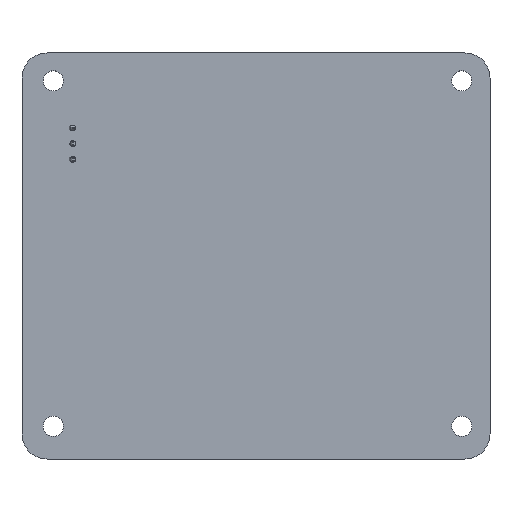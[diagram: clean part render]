
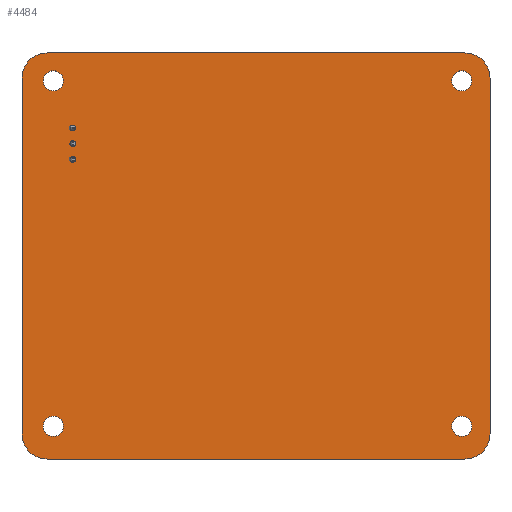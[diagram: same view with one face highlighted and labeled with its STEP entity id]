
A CAD part, top view. The second image highlights one B-rep face of the part: STEP entity #4484.
In plain terms, the highlighted planar face has unit normal (0, 0, 1).
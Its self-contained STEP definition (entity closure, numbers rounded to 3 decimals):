
#4258 = VERTEX_POINT('',#4259);
#4259 = CARTESIAN_POINT('',(121.5,-113.55,1.51));
#4265 = EDGE_CURVE('',#4258,#4266,#4268,.T.);
#4266 = VERTEX_POINT('',#4267);
#4267 = CARTESIAN_POINT('',(125.5,-117.55,1.51));
#4268 = CIRCLE('',#4269,4.);
#4269 = AXIS2_PLACEMENT_3D('',#4270,#4271,#4272);
#4270 = CARTESIAN_POINT('',(121.5,-117.55,1.51));
#4271 = DIRECTION('',(0.,0.,-1.));
#4272 = DIRECTION('',(0.,1.,0.));
#4300 = VERTEX_POINT('',#4301);
#4301 = CARTESIAN_POINT('',(55.,-113.55,1.51));
#4307 = EDGE_CURVE('',#4300,#4258,#4308,.T.);
#4308 = LINE('',#4309,#4310);
#4309 = CARTESIAN_POINT('',(55.,-113.55,1.51));
#4310 = VECTOR('',#4311,1.);
#4311 = DIRECTION('',(1.,0.,0.));
#4329 = EDGE_CURVE('',#4266,#4330,#4332,.T.);
#4330 = VERTEX_POINT('',#4331);
#4331 = CARTESIAN_POINT('',(125.5,-174.2,1.51));
#4332 = LINE('',#4333,#4334);
#4333 = CARTESIAN_POINT('',(125.5,-117.55,1.51));
#4334 = VECTOR('',#4335,1.);
#4335 = DIRECTION('',(0.,-1.,0.));
#4484 = ADVANCED_FACE('',(#4485,#4531,#4542,#4553,#4564,#4575,#4586,
    #4597),#4608,.T.);
#4485 = FACE_BOUND('',#4486,.T.);
#4486 = EDGE_LOOP('',(#4487,#4488,#4489,#4498,#4506,#4515,#4523,#4530));
#4487 = ORIENTED_EDGE('',*,*,#4265,.F.);
#4488 = ORIENTED_EDGE('',*,*,#4307,.F.);
#4489 = ORIENTED_EDGE('',*,*,#4490,.F.);
#4490 = EDGE_CURVE('',#4491,#4300,#4493,.T.);
#4491 = VERTEX_POINT('',#4492);
#4492 = CARTESIAN_POINT('',(51.,-117.55,1.51));
#4493 = CIRCLE('',#4494,4.);
#4494 = AXIS2_PLACEMENT_3D('',#4495,#4496,#4497);
#4495 = CARTESIAN_POINT('',(55.,-117.55,1.51));
#4496 = DIRECTION('',(0.,0.,-1.));
#4497 = DIRECTION('',(-1.,0.,0.));
#4498 = ORIENTED_EDGE('',*,*,#4499,.F.);
#4499 = EDGE_CURVE('',#4500,#4491,#4502,.T.);
#4500 = VERTEX_POINT('',#4501);
#4501 = CARTESIAN_POINT('',(51.,-174.2,1.51));
#4502 = LINE('',#4503,#4504);
#4503 = CARTESIAN_POINT('',(51.,-174.2,1.51));
#4504 = VECTOR('',#4505,1.);
#4505 = DIRECTION('',(0.,1.,0.));
#4506 = ORIENTED_EDGE('',*,*,#4507,.F.);
#4507 = EDGE_CURVE('',#4508,#4500,#4510,.T.);
#4508 = VERTEX_POINT('',#4509);
#4509 = CARTESIAN_POINT('',(55.,-178.2,1.51));
#4510 = CIRCLE('',#4511,4.);
#4511 = AXIS2_PLACEMENT_3D('',#4512,#4513,#4514);
#4512 = CARTESIAN_POINT('',(55.,-174.2,1.51));
#4513 = DIRECTION('',(0.,0.,-1.));
#4514 = DIRECTION('',(0.,-1.,-0.));
#4515 = ORIENTED_EDGE('',*,*,#4516,.F.);
#4516 = EDGE_CURVE('',#4517,#4508,#4519,.T.);
#4517 = VERTEX_POINT('',#4518);
#4518 = CARTESIAN_POINT('',(121.5,-178.2,1.51));
#4519 = LINE('',#4520,#4521);
#4520 = CARTESIAN_POINT('',(121.5,-178.2,1.51));
#4521 = VECTOR('',#4522,1.);
#4522 = DIRECTION('',(-1.,0.,0.));
#4523 = ORIENTED_EDGE('',*,*,#4524,.F.);
#4524 = EDGE_CURVE('',#4330,#4517,#4525,.T.);
#4525 = CIRCLE('',#4526,4.);
#4526 = AXIS2_PLACEMENT_3D('',#4527,#4528,#4529);
#4527 = CARTESIAN_POINT('',(121.5,-174.2,1.51));
#4528 = DIRECTION('',(0.,0.,-1.));
#4529 = DIRECTION('',(1.,0.,0.));
#4530 = ORIENTED_EDGE('',*,*,#4329,.F.);
#4531 = FACE_BOUND('',#4532,.T.);
#4532 = EDGE_LOOP('',(#4533));
#4533 = ORIENTED_EDGE('',*,*,#4534,.T.);
#4534 = EDGE_CURVE('',#4535,#4535,#4537,.T.);
#4535 = VERTEX_POINT('',#4536);
#4536 = CARTESIAN_POINT('',(56.,-174.6,1.51));
#4537 = CIRCLE('',#4538,1.6);
#4538 = AXIS2_PLACEMENT_3D('',#4539,#4540,#4541);
#4539 = CARTESIAN_POINT('',(56.,-173.,1.51));
#4540 = DIRECTION('',(-0.,0.,-1.));
#4541 = DIRECTION('',(-0.,-1.,0.));
#4542 = FACE_BOUND('',#4543,.T.);
#4543 = EDGE_LOOP('',(#4544));
#4544 = ORIENTED_EDGE('',*,*,#4545,.T.);
#4545 = EDGE_CURVE('',#4546,#4546,#4548,.T.);
#4546 = VERTEX_POINT('',#4547);
#4547 = CARTESIAN_POINT('',(121.,-174.6,1.51));
#4548 = CIRCLE('',#4549,1.6);
#4549 = AXIS2_PLACEMENT_3D('',#4550,#4551,#4552);
#4550 = CARTESIAN_POINT('',(121.,-173.,1.51));
#4551 = DIRECTION('',(-0.,0.,-1.));
#4552 = DIRECTION('',(-0.,-1.,0.));
#4553 = FACE_BOUND('',#4554,.T.);
#4554 = EDGE_LOOP('',(#4555));
#4555 = ORIENTED_EDGE('',*,*,#4556,.T.);
#4556 = EDGE_CURVE('',#4557,#4557,#4559,.T.);
#4557 = VERTEX_POINT('',#4558);
#4558 = CARTESIAN_POINT('',(59.1,-130.975,1.51));
#4559 = CIRCLE('',#4560,0.475);
#4560 = AXIS2_PLACEMENT_3D('',#4561,#4562,#4563);
#4561 = CARTESIAN_POINT('',(59.1,-130.5,1.51));
#4562 = DIRECTION('',(-0.,0.,-1.));
#4563 = DIRECTION('',(-0.,-1.,0.));
#4564 = FACE_BOUND('',#4565,.T.);
#4565 = EDGE_LOOP('',(#4566));
#4566 = ORIENTED_EDGE('',*,*,#4567,.T.);
#4567 = EDGE_CURVE('',#4568,#4568,#4570,.T.);
#4568 = VERTEX_POINT('',#4569);
#4569 = CARTESIAN_POINT('',(59.1,-128.475,1.51));
#4570 = CIRCLE('',#4571,0.475);
#4571 = AXIS2_PLACEMENT_3D('',#4572,#4573,#4574);
#4572 = CARTESIAN_POINT('',(59.1,-128.,1.51));
#4573 = DIRECTION('',(-0.,0.,-1.));
#4574 = DIRECTION('',(-0.,-1.,0.));
#4575 = FACE_BOUND('',#4576,.T.);
#4576 = EDGE_LOOP('',(#4577));
#4577 = ORIENTED_EDGE('',*,*,#4578,.T.);
#4578 = EDGE_CURVE('',#4579,#4579,#4581,.T.);
#4579 = VERTEX_POINT('',#4580);
#4580 = CARTESIAN_POINT('',(59.1,-125.975,1.51));
#4581 = CIRCLE('',#4582,0.475);
#4582 = AXIS2_PLACEMENT_3D('',#4583,#4584,#4585);
#4583 = CARTESIAN_POINT('',(59.1,-125.5,1.51));
#4584 = DIRECTION('',(-0.,0.,-1.));
#4585 = DIRECTION('',(-0.,-1.,0.));
#4586 = FACE_BOUND('',#4587,.T.);
#4587 = EDGE_LOOP('',(#4588));
#4588 = ORIENTED_EDGE('',*,*,#4589,.T.);
#4589 = EDGE_CURVE('',#4590,#4590,#4592,.T.);
#4590 = VERTEX_POINT('',#4591);
#4591 = CARTESIAN_POINT('',(56.,-119.6,1.51));
#4592 = CIRCLE('',#4593,1.6);
#4593 = AXIS2_PLACEMENT_3D('',#4594,#4595,#4596);
#4594 = CARTESIAN_POINT('',(56.,-118.,1.51));
#4595 = DIRECTION('',(-0.,0.,-1.));
#4596 = DIRECTION('',(-0.,-1.,0.));
#4597 = FACE_BOUND('',#4598,.T.);
#4598 = EDGE_LOOP('',(#4599));
#4599 = ORIENTED_EDGE('',*,*,#4600,.T.);
#4600 = EDGE_CURVE('',#4601,#4601,#4603,.T.);
#4601 = VERTEX_POINT('',#4602);
#4602 = CARTESIAN_POINT('',(121.,-119.6,1.51));
#4603 = CIRCLE('',#4604,1.6);
#4604 = AXIS2_PLACEMENT_3D('',#4605,#4606,#4607);
#4605 = CARTESIAN_POINT('',(121.,-118.,1.51));
#4606 = DIRECTION('',(-0.,0.,-1.));
#4607 = DIRECTION('',(-0.,-1.,0.));
#4608 = PLANE('',#4609);
#4609 = AXIS2_PLACEMENT_3D('',#4610,#4611,#4612);
#4610 = CARTESIAN_POINT('',(0.,0.,1.51));
#4611 = DIRECTION('',(0.,0.,1.));
#4612 = DIRECTION('',(1.,0.,-0.));
